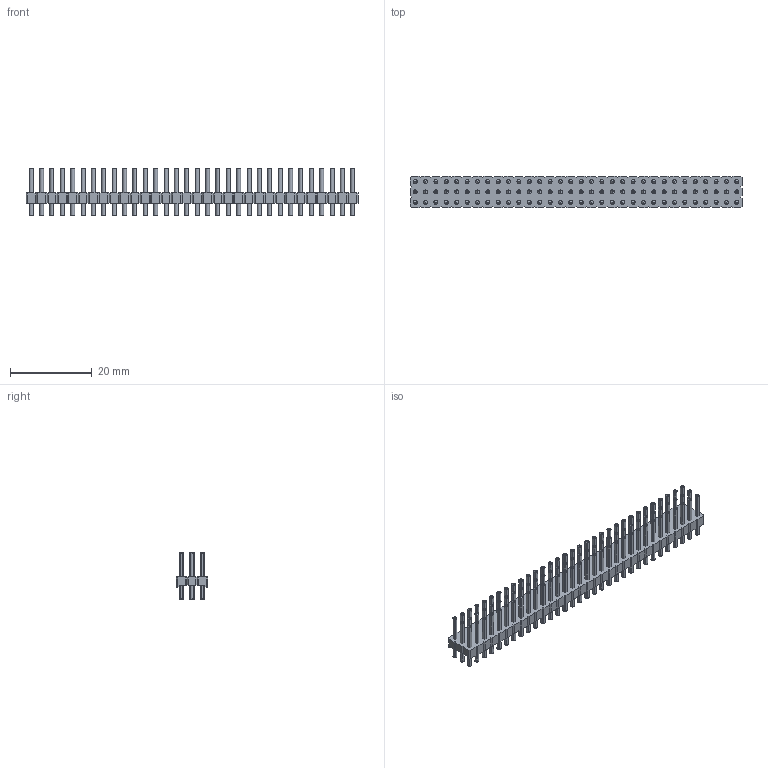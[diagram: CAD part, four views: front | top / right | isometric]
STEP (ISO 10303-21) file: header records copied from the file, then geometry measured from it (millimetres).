
FILE_DESCRIPTION(/* description */ ('-'),/* implementation_level */ '2;1');
FILE_NAME(/* name */ 'Stiftleiste, RM 2,54 mm - 6-3 mm, gerade - 3 x 32 - schwarz',/* time_stamp */ '2022-04-18T18:00:54+02:00',/* author */ ('c.wilms'),/* organization */ ('-'),/* preprocessor_version */ 'ST-DEVELOPER v16.7',/* originating_system */ 'Solid Edge',/* authorisation */ 'Unknown');
FILE_SCHEMA (('AUTOMOTIVE_DESIGN {1 0 10303 214 3 1 1}'));
Length unit declared in the file: millimetre
Products named in the file (3): Stiftleiste, RM 2,54 mm - 6-3 mm, gerade - 3 x 32 - schwarz; Stiftleiste, RM 2,54 mm - Stift -  6-3 mm, gerade; Stiftleiste, RM 2,54 mm - Träger - 3 x 32 - schwarz
Assembly tree (97 placements, depth 2):
  Stiftleiste, RM 2,54 mm - 6-3 mm, gerade - 3 x 32 - schwarz
    Stiftleiste, RM 2,54 mm - Stift -  6-3 mm, gerade  x96
    Stiftleiste, RM 2,54 mm - Träger - 3 x 32 - schwarz
Bounding box: 81.28 x 7.62 x 11.54 mm (x, y, z)
Volume: 1658.4 mm3; surface area: 8411.8 mm2
Topology: 97 solids, 193 shells, 2804 faces, 7830 edges, 5220 vertices
Faces by surface type: plane 1940, cylinder 864
Full cylindrical faces by diameter (mm): 1 x96
Entity records: 34890 total; most frequent: CARTESIAN_POINT 6071, ORIENTED_EDGE 5966, DIRECTION 5964, EDGE_CURVE 2984, LINE 2198, VECTOR 2198, VERTEX_POINT 1990, AXIS2_PLACEMENT_3D 1883
